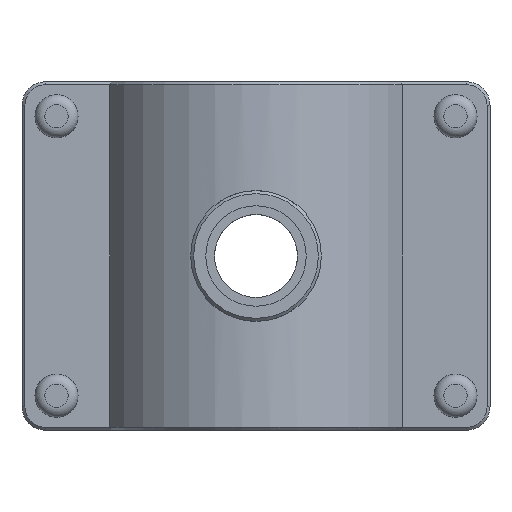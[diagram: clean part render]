
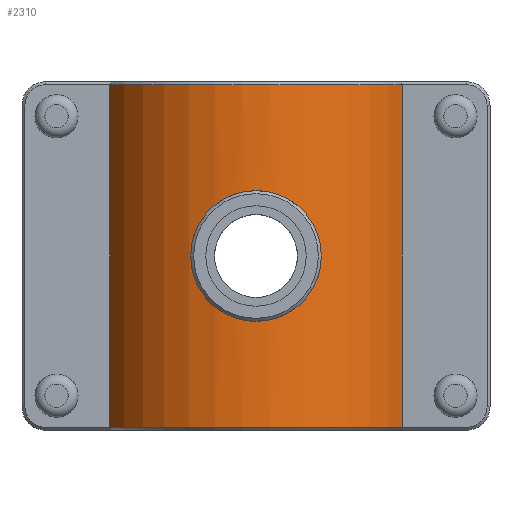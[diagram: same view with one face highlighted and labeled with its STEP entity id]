
A CAD part, front view. The second image highlights one B-rep face of the part: STEP entity #2310.
In plain terms, the highlighted cylindrical face has radius 49.5 mm (diameter 99 mm), a partial arc.
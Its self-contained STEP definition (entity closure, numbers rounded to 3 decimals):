
#165=LINE('',#3882,#353);
#166=LINE('',#3884,#354);
#353=VECTOR('',#3043,103.2);
#354=VECTOR('',#3046,103.2);
#576=CIRCLE('',#2503,49.5);
#577=CIRCLE('',#2506,49.5);
#644=FACE_BOUND('',#950,.T.);
#769=FACE_OUTER_BOUND('',#949,.T.);
#949=EDGE_LOOP('',(#1913,#1914,#1915,#1916));
#950=EDGE_LOOP('',(#1917));
#1038=B_SPLINE_CURVE_WITH_KNOTS('',3,(#3325,#3326,#3327,#3328,#3329,#3330,
#3331,#3332,#3333,#3334,#3335,#3336,#3337,#3338,#3339,#3340,#3341,#3342,
#3343,#3344,#3345,#3346,#3347,#3348,#3349,#3350,#3351,#3352,#3353,#3354,
#3355,#3356,#3357,#3358),.UNSPECIFIED.,.T.,.F.,(4,2,2,2,2,2,2,2,2,2,2,2,
2,2,2,2,4),(0.,0.473,0.946,1.419,1.892,
2.365,2.838,3.311,3.785,4.258,
4.731,5.204,5.677,6.15,6.623,
7.096,7.569),.UNSPECIFIED.);
#1054=VERTEX_POINT('',#3324);
#1181=VERTEX_POINT('',#3822);
#1182=VERTEX_POINT('',#3827);
#1183=VERTEX_POINT('',#3834);
#1185=VERTEX_POINT('',#3843);
#1262=EDGE_CURVE('',#1054,#1054,#1038,.T.);
#1438=EDGE_CURVE('',#1181,#1182,#576,.T.);
#1444=EDGE_CURVE('',#1185,#1183,#577,.T.);
#1461=EDGE_CURVE('',#1181,#1183,#165,.T.);
#1462=EDGE_CURVE('',#1182,#1185,#166,.T.);
#1913=ORIENTED_EDGE('',*,*,#1438,.F.);
#1914=ORIENTED_EDGE('',*,*,#1461,.T.);
#1915=ORIENTED_EDGE('',*,*,#1444,.F.);
#1916=ORIENTED_EDGE('',*,*,#1462,.F.);
#1917=ORIENTED_EDGE('',*,*,#1262,.T.);
#2201=CYLINDRICAL_SURFACE('',#2521,49.5);
#2310=ADVANCED_FACE('',(#769,#644),#2201,.T.);
#2503=AXIS2_PLACEMENT_3D('',#3828,#2993,#2994);
#2506=AXIS2_PLACEMENT_3D('',#3848,#3001,#3002);
#2521=AXIS2_PLACEMENT_3D('',#3883,#3044,#3045);
#2993=DIRECTION('center_axis',(0.,0.,-1.));
#2994=DIRECTION('ref_axis',(1.,0.,0.));
#3001=DIRECTION('center_axis',(0.,0.,1.));
#3002=DIRECTION('ref_axis',(1.,0.,0.));
#3043=DIRECTION('',(0.,0.,1.));
#3044=DIRECTION('center_axis',(0.,0.,1.));
#3045=DIRECTION('ref_axis',(1.,0.,0.));
#3046=DIRECTION('',(0.,0.,1.));
#3324=CARTESIAN_POINT('',(-12.5,-47.896,0.));
#3325=CARTESIAN_POINT('Ctrl Pts',(-12.5,-47.896,0.));
#3326=CARTESIAN_POINT('Ctrl Pts',(-12.5,-47.896,1.577));
#3327=CARTESIAN_POINT('Ctrl Pts',(-12.183,-47.982,3.254));
#3328=CARTESIAN_POINT('Ctrl Pts',(-10.906,-48.288,6.332));
#3329=CARTESIAN_POINT('Ctrl Pts',(-9.945,-48.504,7.733));
#3330=CARTESIAN_POINT('Ctrl Pts',(-7.733,-48.905,9.945));
#3331=CARTESIAN_POINT('Ctrl Pts',(-6.332,-49.118,10.906));
#3332=CARTESIAN_POINT('Ctrl Pts',(-3.254,-49.417,12.183));
#3333=CARTESIAN_POINT('Ctrl Pts',(-1.577,-49.5,12.5));
#3334=CARTESIAN_POINT('Ctrl Pts',(1.577,-49.5,12.5));
#3335=CARTESIAN_POINT('Ctrl Pts',(3.254,-49.417,12.183));
#3336=CARTESIAN_POINT('Ctrl Pts',(6.332,-49.118,10.906));
#3337=CARTESIAN_POINT('Ctrl Pts',(7.733,-48.905,9.945));
#3338=CARTESIAN_POINT('Ctrl Pts',(9.945,-48.504,7.733));
#3339=CARTESIAN_POINT('Ctrl Pts',(10.906,-48.288,6.332));
#3340=CARTESIAN_POINT('Ctrl Pts',(12.183,-47.982,3.254));
#3341=CARTESIAN_POINT('Ctrl Pts',(12.5,-47.896,1.577));
#3342=CARTESIAN_POINT('Ctrl Pts',(12.5,-47.896,-1.577));
#3343=CARTESIAN_POINT('Ctrl Pts',(12.183,-47.982,-3.254));
#3344=CARTESIAN_POINT('Ctrl Pts',(10.906,-48.288,-6.332));
#3345=CARTESIAN_POINT('Ctrl Pts',(9.945,-48.504,-7.733));
#3346=CARTESIAN_POINT('Ctrl Pts',(7.733,-48.905,-9.945));
#3347=CARTESIAN_POINT('Ctrl Pts',(6.332,-49.118,-10.906));
#3348=CARTESIAN_POINT('Ctrl Pts',(3.254,-49.417,-12.183));
#3349=CARTESIAN_POINT('Ctrl Pts',(1.577,-49.5,-12.5));
#3350=CARTESIAN_POINT('Ctrl Pts',(-1.577,-49.5,-12.5));
#3351=CARTESIAN_POINT('Ctrl Pts',(-3.254,-49.417,-12.183));
#3352=CARTESIAN_POINT('Ctrl Pts',(-6.332,-49.118,-10.906));
#3353=CARTESIAN_POINT('Ctrl Pts',(-7.733,-48.905,-9.945));
#3354=CARTESIAN_POINT('Ctrl Pts',(-9.945,-48.504,-7.733));
#3355=CARTESIAN_POINT('Ctrl Pts',(-10.906,-48.288,-6.332));
#3356=CARTESIAN_POINT('Ctrl Pts',(-12.183,-47.982,-3.254));
#3357=CARTESIAN_POINT('Ctrl Pts',(-12.5,-47.896,-1.577));
#3358=CARTESIAN_POINT('Ctrl Pts',(-12.5,-47.896,0.));
#3822=CARTESIAN_POINT('',(44.091,-22.5,-51.6));
#3827=CARTESIAN_POINT('',(-44.091,-22.5,-51.6));
#3828=CARTESIAN_POINT('Origin',(0.,0.,-51.6));
#3834=CARTESIAN_POINT('',(44.091,-22.5,51.6));
#3843=CARTESIAN_POINT('',(-44.091,-22.5,51.6));
#3848=CARTESIAN_POINT('Origin',(0.,0.,51.6));
#3882=CARTESIAN_POINT('',(44.091,-22.5,0.));
#3883=CARTESIAN_POINT('Origin',(0.,0.,0.));
#3884=CARTESIAN_POINT('',(-44.091,-22.5,0.));
